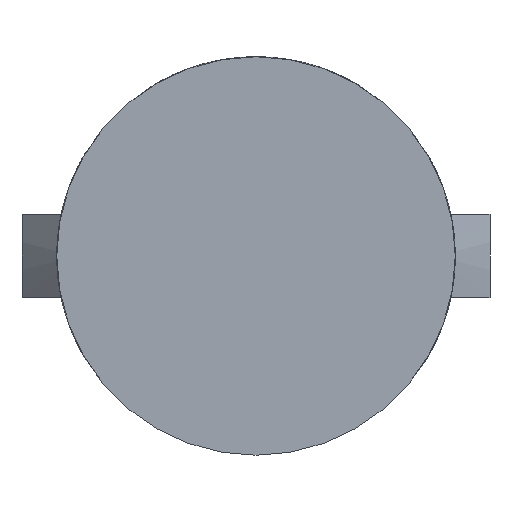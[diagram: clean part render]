
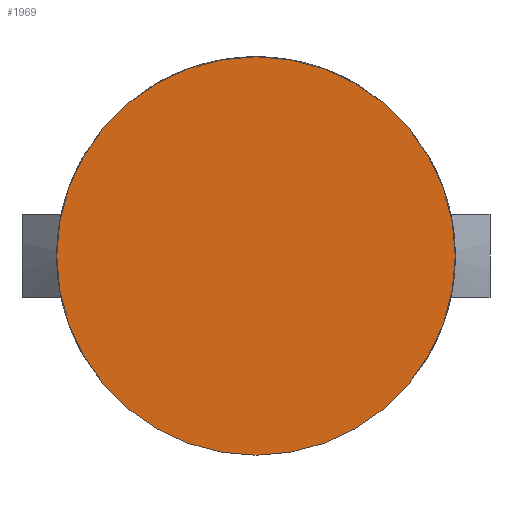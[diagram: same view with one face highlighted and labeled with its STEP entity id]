
A CAD part, front view. The second image highlights one B-rep face of the part: STEP entity #1969.
In plain terms, the highlighted planar face has unit normal (0, -1, 0).
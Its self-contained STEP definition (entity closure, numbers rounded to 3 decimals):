
#20 = EDGE_LOOP ( 'NONE', ( #535, #1850 ) ) ;
#29 = EDGE_CURVE ( 'NONE', #1180, #2056, #266, .T. ) ;
#266 = CIRCLE ( 'NONE', #1279, 9.5 ) ;
#279 = CARTESIAN_POINT ( 'NONE',  ( 0., -2., 0. ) ) ;
#321 = DIRECTION ( 'NONE',  ( 0., 0., -1. ) ) ;
#388 = DIRECTION ( 'NONE',  ( 0., 0., -1. ) ) ;
#415 = DIRECTION ( 'NONE',  ( 0., -1., 0. ) ) ;
#419 = AXIS2_PLACEMENT_3D ( 'NONE', #639, #1277, #321 ) ;
#504 = AXIS2_PLACEMENT_3D ( 'NONE', #1381, #415, #1539 ) ;
#535 = ORIENTED_EDGE ( 'NONE', *, *, #29, .T. ) ;
#639 = CARTESIAN_POINT ( 'NONE',  ( 0., -2., 0. ) ) ;
#917 = DIRECTION ( 'NONE',  ( 0., -1., 0. ) ) ;
#963 = PLANE ( 'NONE',  #419 ) ;
#1180 = VERTEX_POINT ( 'NONE', #1209 ) ;
#1209 = CARTESIAN_POINT ( 'NONE',  ( 0., -2., -9.5 ) ) ;
#1277 = DIRECTION ( 'NONE',  ( 0., -1., 0. ) ) ;
#1279 = AXIS2_PLACEMENT_3D ( 'NONE', #279, #917, #388 ) ;
#1352 = CIRCLE ( 'NONE', #504, 9.5 ) ;
#1381 = CARTESIAN_POINT ( 'NONE',  ( 0., -2., 0. ) ) ;
#1539 = DIRECTION ( 'NONE',  ( 0., 0., -1. ) ) ;
#1757 = CARTESIAN_POINT ( 'NONE',  ( 0., -2., 9.5 ) ) ;
#1769 = FACE_OUTER_BOUND ( 'NONE', #20, .T. ) ;
#1850 = ORIENTED_EDGE ( 'NONE', *, *, #1878, .T. ) ;
#1878 = EDGE_CURVE ( 'NONE', #2056, #1180, #1352, .T. ) ;
#1969 = ADVANCED_FACE ( 'NONE', ( #1769 ), #963, .T. ) ;
#2056 = VERTEX_POINT ( 'NONE', #1757 ) ;
